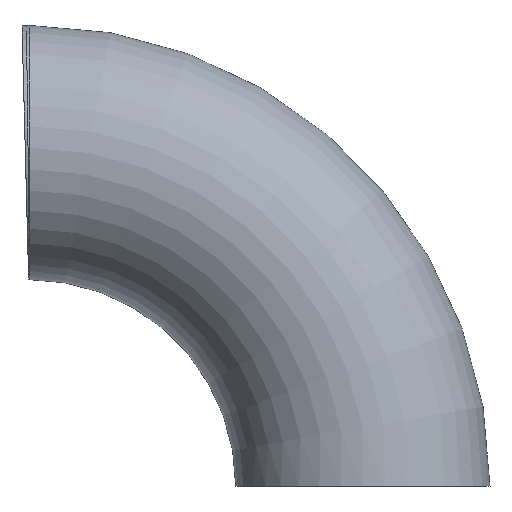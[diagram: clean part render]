
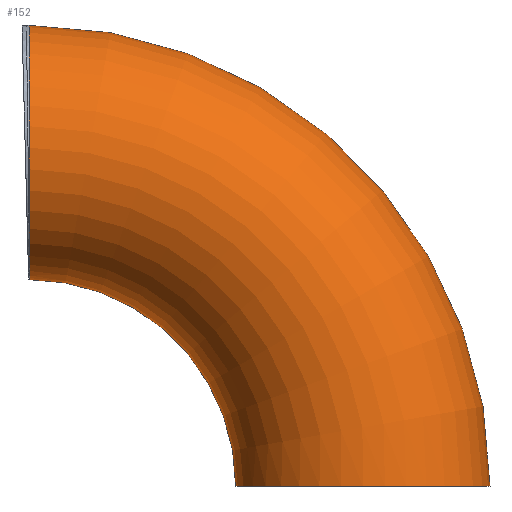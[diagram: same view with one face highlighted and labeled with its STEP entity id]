
A CAD part, top view. The second image highlights one B-rep face of the part: STEP entity #152.
In plain terms, the highlighted toroidal (fillet/blend) face has major radius 133.4 mm and minor radius 50.8 mm.
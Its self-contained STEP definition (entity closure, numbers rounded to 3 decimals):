
#23=TOROIDAL_SURFACE('',#192,133.4,50.8);
#29=FACE_OUTER_BOUND('',#38,.T.);
#38=EDGE_LOOP('',(#130,#131,#132,#133,#134,#135));
#54=CIRCLE('',#193,50.8);
#55=CIRCLE('',#194,82.6);
#56=CIRCLE('',#195,50.8);
#63=B_SPLINE_CURVE_WITH_KNOTS('',3,(#300,#301,#302,#303,#304,#305,#306,
#307,#308,#309),.UNSPECIFIED.,.F.,.F.,(4,2,2,2,4),(-4.712,-4.325,
-3.718,-1.996,0.),.UNSPECIFIED.);
#64=B_SPLINE_CURVE_WITH_KNOTS('',3,(#311,#312,#313,#314,#315,#316,#317,
#318,#319,#320,#321,#322),.UNSPECIFIED.,.F.,.F.,(4,2,2,2,2,4),(-9.423,
-7.385,-5.871,-5.187,-4.749,
-4.712),.UNSPECIFIED.);
#75=VERTEX_POINT('',#297);
#76=VERTEX_POINT('',#299);
#77=VERTEX_POINT('',#310);
#79=VERTEX_POINT('',#328);
#94=EDGE_CURVE('',#76,#75,#63,.T.);
#95=EDGE_CURVE('',#77,#76,#64,.T.);
#98=EDGE_CURVE('',#77,#75,#54,.T.);
#99=EDGE_CURVE('',#76,#79,#55,.T.);
#100=EDGE_CURVE('',#79,#79,#56,.T.);
#130=ORIENTED_EDGE('',*,*,#94,.T.);
#131=ORIENTED_EDGE('',*,*,#98,.F.);
#132=ORIENTED_EDGE('',*,*,#95,.T.);
#133=ORIENTED_EDGE('',*,*,#99,.T.);
#134=ORIENTED_EDGE('',*,*,#100,.T.);
#135=ORIENTED_EDGE('',*,*,#99,.F.);
#152=ADVANCED_FACE('',(#29),#23,.T.);
#192=AXIS2_PLACEMENT_3D('',#326,#236,#237);
#193=AXIS2_PLACEMENT_3D('',#327,#238,#239);
#194=AXIS2_PLACEMENT_3D('',#329,#240,#241);
#195=AXIS2_PLACEMENT_3D('',#330,#242,#243);
#236=DIRECTION('center_axis',(0.,0.,1.));
#237=DIRECTION('ref_axis',(1.,0.,0.));
#238=DIRECTION('center_axis',(-1.,0.,0.));
#239=DIRECTION('ref_axis',(0.,-1.,0.));
#240=DIRECTION('center_axis',(0.,0.,-1.));
#241=DIRECTION('ref_axis',(1.,0.,0.));
#242=DIRECTION('center_axis',(0.,1.,0.));
#243=DIRECTION('ref_axis',(-1.,0.,0.));
#297=CARTESIAN_POINT('',(-133.4,-30.556,-40.583));
#299=CARTESIAN_POINT('',(-133.149,-50.8,0.));
#300=CARTESIAN_POINT('Ctrl Pts',(-133.149,-50.8,0.));
#301=CARTESIAN_POINT('Ctrl Pts',(-133.149,-50.8,-1.291));
#302=CARTESIAN_POINT('Ctrl Pts',(-133.15,-50.751,-2.582));
#303=CARTESIAN_POINT('Ctrl Pts',(-133.153,-50.499,-5.886));
#304=CARTESIAN_POINT('Ctrl Pts',(-133.156,-50.224,-7.892));
#305=CARTESIAN_POINT('Ctrl Pts',(-133.174,-48.715,-15.505));
#306=CARTESIAN_POINT('Ctrl Pts',(-133.198,-46.654,-20.903));
#307=CARTESIAN_POINT('Ctrl Pts',(-133.275,-40.35,-31.572));
#308=CARTESIAN_POINT('Ctrl Pts',(-133.33,-35.872,-36.58));
#309=CARTESIAN_POINT('Ctrl Pts',(-133.4,-30.556,-40.583));
#310=CARTESIAN_POINT('',(-133.4,-30.556,40.583));
#311=CARTESIAN_POINT('Ctrl Pts',(-133.4,-30.556,40.583));
#312=CARTESIAN_POINT('Ctrl Pts',(-133.329,-35.984,36.496));
#313=CARTESIAN_POINT('Ctrl Pts',(-133.272,-40.537,31.361));
#314=CARTESIAN_POINT('Ctrl Pts',(-133.2,-46.478,21.118));
#315=CARTESIAN_POINT('Ctrl Pts',(-133.178,-48.345,16.399));
#316=CARTESIAN_POINT('Ctrl Pts',(-133.159,-50.001,9.263));
#317=CARTESIAN_POINT('Ctrl Pts',(-133.155,-50.366,7.01));
#318=CARTESIAN_POINT('Ctrl Pts',(-133.15,-50.715,3.286));
#319=CARTESIAN_POINT('Ctrl Pts',(-133.15,-50.789,1.827));
#320=CARTESIAN_POINT('Ctrl Pts',(-133.15,-50.8,0.244));
#321=CARTESIAN_POINT('Ctrl Pts',(-133.149,-50.8,0.122));
#322=CARTESIAN_POINT('Ctrl Pts',(-133.149,-50.8,0.));
#326=CARTESIAN_POINT('Origin',(-133.4,-133.4,0.));
#327=CARTESIAN_POINT('Origin',(-133.4,0.,0.));
#328=CARTESIAN_POINT('',(-50.8,-133.4,0.));
#329=CARTESIAN_POINT('Origin',(-133.4,-133.4,0.));
#330=CARTESIAN_POINT('Origin',(0.,-133.4,0.));
